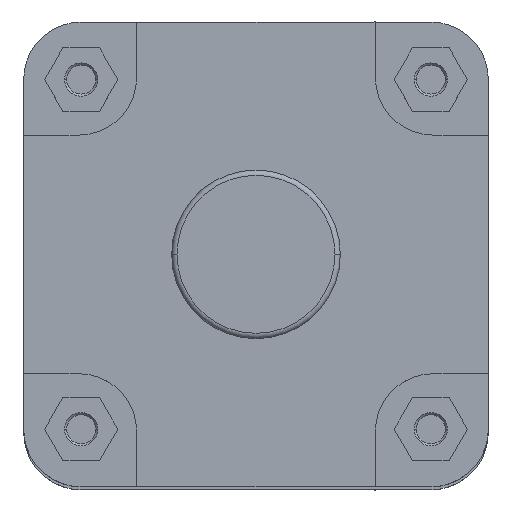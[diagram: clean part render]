
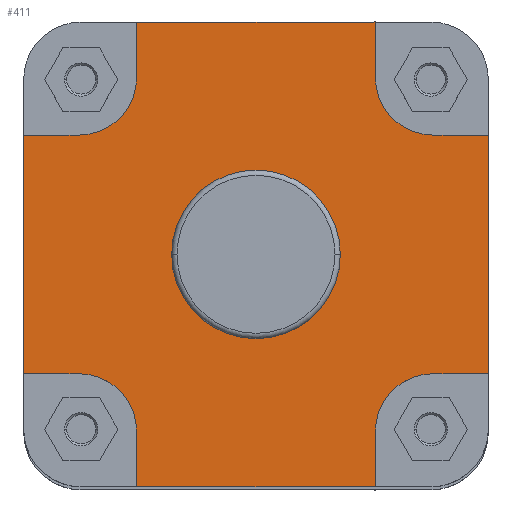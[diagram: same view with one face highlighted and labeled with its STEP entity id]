
A CAD part, top view. The second image highlights one B-rep face of the part: STEP entity #411.
In plain terms, the highlighted planar face has unit normal (0, 0, 1).
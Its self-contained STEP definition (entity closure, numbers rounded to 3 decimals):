
#411 = ADVANCED_FACE ( 'NONE', ( #6701, #6700 ), #4729, .F. ) ;
#629 = CARTESIAN_POINT ( 'NONE',  ( 83.75, -56.5, -65.368 ) ) ;
#632 = DIRECTION ( 'NONE',  ( -1., 0., 0. ) ) ;
#645 = CARTESIAN_POINT ( 'NONE',  ( 56.5, 83.75, -65.368 ) ) ;
#655 = DIRECTION ( 'NONE',  ( 0., -1., 0. ) ) ;
#656 = CARTESIAN_POINT ( 'NONE',  ( -56.5, -83.75, -65.368 ) ) ;
#657 = DIRECTION ( 'NONE',  ( 0., 1., 0. ) ) ;
#658 = CARTESIAN_POINT ( 'NONE',  ( 110., 56.5, -65.368 ) ) ;
#661 = DIRECTION ( 'NONE',  ( 1., 0., 0. ) ) ;
#667 = CARTESIAN_POINT ( 'NONE',  ( 83.75, 83.75, -65.368 ) ) ;
#669 = DIRECTION ( 'NONE',  ( 0., 0., 1. ) ) ;
#670 = DIRECTION ( 'NONE',  ( -1., 0., 0. ) ) ;
#700 = CARTESIAN_POINT ( 'NONE',  ( 56.5, -110., -65.368 ) ) ;
#704 = CARTESIAN_POINT ( 'NONE',  ( -110., -242.141, -65.368 ) ) ;
#705 = DIRECTION ( 'NONE',  ( 0., -1., 0. ) ) ;
#707 = DIRECTION ( 'NONE',  ( 0., -1., 0. ) ) ;
#720 = CARTESIAN_POINT ( 'NONE',  ( -110., -56.5, -65.368 ) ) ;
#722 = CARTESIAN_POINT ( 'NONE',  ( 83.75, -83.75, -65.368 ) ) ;
#724 = DIRECTION ( 'NONE',  ( -1., 0., 0. ) ) ;
#725 = CARTESIAN_POINT ( 'NONE',  ( -83.75, -83.75, -65.368 ) ) ;
#726 = DIRECTION ( 'NONE',  ( 0., 0., 1. ) ) ;
#727 = DIRECTION ( 'NONE',  ( -1., 0., 0. ) ) ;
#730 = CARTESIAN_POINT ( 'NONE',  ( 0., -110., -65.368 ) ) ;
#731 = DIRECTION ( 'NONE',  ( 1., 0., 0. ) ) ;
#734 = DIRECTION ( 'NONE',  ( 0., 0., 1. ) ) ;
#735 = DIRECTION ( 'NONE',  ( -1., 0., 0. ) ) ;
#743 = CARTESIAN_POINT ( 'NONE',  ( 0., 0., -65.368 ) ) ;
#744 = DIRECTION ( 'NONE',  ( 0., 0., 1. ) ) ;
#745 = DIRECTION ( 'NONE',  ( 1., 0., 0. ) ) ;
#764 = CARTESIAN_POINT ( 'NONE',  ( 0., 110., -65.368 ) ) ;
#770 = DIRECTION ( 'NONE',  ( 1., 0., 0. ) ) ;
#771 = CARTESIAN_POINT ( 'NONE',  ( -56.5, 110., -65.368 ) ) ;
#772 = DIRECTION ( 'NONE',  ( 0., 1., 0. ) ) ;
#774 = CARTESIAN_POINT ( 'NONE',  ( -83.75, 56.5, -65.368 ) ) ;
#775 = DIRECTION ( 'NONE',  ( 1., 0., 0. ) ) ;
#778 = CARTESIAN_POINT ( 'NONE',  ( 110., -242.141, -65.368 ) ) ;
#779 = DIRECTION ( 'NONE',  ( 0., -1., 0. ) ) ;
#870 = CARTESIAN_POINT ( 'NONE',  ( -83.75, 83.75, -65.368 ) ) ;
#880 = DIRECTION ( 'NONE',  ( 0., 0., 1. ) ) ;
#881 = DIRECTION ( 'NONE',  ( -1., 0., 0. ) ) ;
#1161 = CARTESIAN_POINT ( 'NONE',  ( -83.75, -56.5, -65.368 ) ) ;
#1162 = CARTESIAN_POINT ( 'NONE',  ( -110., 56.5, -65.368 ) ) ;
#1165 = CARTESIAN_POINT ( 'NONE',  ( -56.5, 83.75, -65.368 ) ) ;
#1167 = CARTESIAN_POINT ( 'NONE',  ( 56.5, -110., -65.368 ) ) ;
#1169 = CARTESIAN_POINT ( 'NONE',  ( 110., -56.5, -65.368 ) ) ;
#1174 = CARTESIAN_POINT ( 'NONE',  ( 56.5, 83.75, -65.368 ) ) ;
#1176 = CARTESIAN_POINT ( 'NONE',  ( -110., -56.5, -65.368 ) ) ;
#1181 = CARTESIAN_POINT ( 'NONE',  ( 56.5, -83.75, -65.368 ) ) ;
#1182 = CARTESIAN_POINT ( 'NONE',  ( -56.5, -110., -65.368 ) ) ;
#1183 = CARTESIAN_POINT ( 'NONE',  ( -56.5, -83.75, -65.368 ) ) ;
#1190 = CARTESIAN_POINT ( 'NONE',  ( -83.75, 56.5, -65.368 ) ) ;
#1191 = CARTESIAN_POINT ( 'NONE',  ( -56.5, 110., -65.368 ) ) ;
#1192 = CARTESIAN_POINT ( 'NONE',  ( 110., 56.5, -65.368 ) ) ;
#1194 = CARTESIAN_POINT ( 'NONE',  ( 83.75, -56.5, -65.368 ) ) ;
#1196 = CARTESIAN_POINT ( 'NONE',  ( 56.5, 110., -65.368 ) ) ;
#1201 = CARTESIAN_POINT ( 'NONE',  ( 83.75, 56.5, -65.368 ) ) ;
#1211 = CARTESIAN_POINT ( 'NONE',  ( 39.9, 0., -65.368 ) ) ;
#1225 = CARTESIAN_POINT ( 'NONE',  ( -39.9, 0., -65.368 ) ) ;
#1808 = LINE ( 'NONE', #778, #1809 ) ;
#1809 = VECTOR ( 'NONE', #779, 1000. ) ;
#1886 = CIRCLE ( 'NONE', #5904, 27.25 ) ;
#2531 = CIRCLE ( 'NONE', #6056, 39.9 ) ;
#2960 = CARTESIAN_POINT ( 'NONE',  ( 0., 0., -65.368 ) ) ;
#2965 = DIRECTION ( 'NONE',  ( 0., 0., 1. ) ) ;
#2966 = DIRECTION ( 'NONE',  ( 1., 0., 0. ) ) ;
#3106 = EDGE_LOOP ( 'NONE', ( #6346, #6345, #6344, #6343, #6342, #6341, #6340, #6339, #6338, #6337, #6336, #6335, #6334, #6333, #6332, #6331 ) ) ;
#3227 = EDGE_LOOP ( 'NONE', ( #6348, #6347 ) ) ;
#3715 = VECTOR ( 'NONE', #775, 1000. ) ;
#3752 = EDGE_CURVE ( 'NONE', #4225, #4250, #7014, .T. ) ;
#3762 = EDGE_CURVE ( 'NONE', #4252, #4230, #7037, .T. ) ;
#3763 = EDGE_CURVE ( 'NONE', #4238, #4239, #7043, .T. ) ;
#3765 = EDGE_CURVE ( 'NONE', #4257, #4248, #7035, .T. ) ;
#3769 = EDGE_CURVE ( 'NONE', #4230, #4257, #7056, .T. ) ;
#3785 = EDGE_CURVE ( 'NONE', #4218, #4232, #7083, .T. ) ;
#3786 = EDGE_CURVE ( 'NONE', #4237, #4223, #7076, .T. ) ;
#3794 = EDGE_CURVE ( 'NONE', #4217, #4232, #7096, .T. ) ;
#3795 = EDGE_CURVE ( 'NONE', #4239, #4217, #7104, .T. ) ;
#3797 = EDGE_CURVE ( 'NONE', #4238, #4223, #7105, .T. ) ;
#3799 = EDGE_CURVE ( 'NONE', #4250, #4237, #7110, .T. ) ;
#3803 = EDGE_CURVE ( 'NONE', #4281, #4267, #7118, .T. ) ;
#3814 = EDGE_CURVE ( 'NONE', #4247, #4252, #7134, .T. ) ;
#3815 = EDGE_CURVE ( 'NONE', #4221, #4247, #7136, .T. ) ;
#3816 = EDGE_CURVE ( 'NONE', #4218, #4246, #7138, .T. ) ;
#3818 = EDGE_CURVE ( 'NONE', #4248, #4225, #1808, .T. ) ;
#3863 = EDGE_CURVE ( 'NONE', #4246, #4221, #1886, .T. ) ;
#4217 = VERTEX_POINT ( 'NONE', #1161 ) ;
#4218 = VERTEX_POINT ( 'NONE', #1162 ) ;
#4221 = VERTEX_POINT ( 'NONE', #1165 ) ;
#4223 = VERTEX_POINT ( 'NONE', #1167 ) ;
#4225 = VERTEX_POINT ( 'NONE', #1169 ) ;
#4230 = VERTEX_POINT ( 'NONE', #1174 ) ;
#4232 = VERTEX_POINT ( 'NONE', #1176 ) ;
#4237 = VERTEX_POINT ( 'NONE', #1181 ) ;
#4238 = VERTEX_POINT ( 'NONE', #1182 ) ;
#4239 = VERTEX_POINT ( 'NONE', #1183 ) ;
#4246 = VERTEX_POINT ( 'NONE', #1190 ) ;
#4247 = VERTEX_POINT ( 'NONE', #1191 ) ;
#4248 = VERTEX_POINT ( 'NONE', #1192 ) ;
#4250 = VERTEX_POINT ( 'NONE', #1194 ) ;
#4252 = VERTEX_POINT ( 'NONE', #1196 ) ;
#4257 = VERTEX_POINT ( 'NONE', #1201 ) ;
#4267 = VERTEX_POINT ( 'NONE', #1211 ) ;
#4281 = VERTEX_POINT ( 'NONE', #1225 ) ;
#4716 = CARTESIAN_POINT ( 'NONE',  ( 0., 39.9, -65.368 ) ) ;
#4729 = PLANE ( 'NONE',  #5710 ) ;
#4730 = DIRECTION ( 'NONE',  ( 0., 0., -1. ) ) ;
#4731 = DIRECTION ( 'NONE',  ( -1., 0., 0. ) ) ;
#5710 = AXIS2_PLACEMENT_3D ( 'NONE', #4716, #4730, #4731 ) ;
#5881 = AXIS2_PLACEMENT_3D ( 'NONE', #667, #669, #670 ) ;
#5883 = AXIS2_PLACEMENT_3D ( 'NONE', #725, #726, #727 ) ;
#5886 = AXIS2_PLACEMENT_3D ( 'NONE', #743, #744, #745 ) ;
#5887 = AXIS2_PLACEMENT_3D ( 'NONE', #722, #734, #735 ) ;
#5904 = AXIS2_PLACEMENT_3D ( 'NONE', #870, #880, #881 ) ;
#6056 = AXIS2_PLACEMENT_3D ( 'NONE', #2960, #2965, #2966 ) ;
#6331 = ORIENTED_EDGE ( 'NONE', *, *, #3816, .F. ) ;
#6332 = ORIENTED_EDGE ( 'NONE', *, *, #3863, .F. ) ;
#6333 = ORIENTED_EDGE ( 'NONE', *, *, #3815, .F. ) ;
#6334 = ORIENTED_EDGE ( 'NONE', *, *, #3814, .F. ) ;
#6335 = ORIENTED_EDGE ( 'NONE', *, *, #3762, .F. ) ;
#6336 = ORIENTED_EDGE ( 'NONE', *, *, #3769, .F. ) ;
#6337 = ORIENTED_EDGE ( 'NONE', *, *, #3765, .F. ) ;
#6338 = ORIENTED_EDGE ( 'NONE', *, *, #3818, .F. ) ;
#6339 = ORIENTED_EDGE ( 'NONE', *, *, #3752, .F. ) ;
#6340 = ORIENTED_EDGE ( 'NONE', *, *, #3799, .F. ) ;
#6341 = ORIENTED_EDGE ( 'NONE', *, *, #3786, .F. ) ;
#6342 = ORIENTED_EDGE ( 'NONE', *, *, #3797, .T. ) ;
#6343 = ORIENTED_EDGE ( 'NONE', *, *, #3763, .F. ) ;
#6344 = ORIENTED_EDGE ( 'NONE', *, *, #3795, .F. ) ;
#6345 = ORIENTED_EDGE ( 'NONE', *, *, #3794, .F. ) ;
#6346 = ORIENTED_EDGE ( 'NONE', *, *, #3785, .T. ) ;
#6347 = ORIENTED_EDGE ( 'NONE', *, *, #3803, .F. ) ;
#6348 = ORIENTED_EDGE ( 'NONE', *, *, #7196, .F. ) ;
#6700 = FACE_OUTER_BOUND ( 'NONE', #3106, .T. ) ;
#6701 = FACE_BOUND ( 'NONE', #3227, .T. ) ;
#7014 = LINE ( 'NONE', #629, #7023 ) ;
#7023 = VECTOR ( 'NONE', #632, 1000. ) ;
#7035 = LINE ( 'NONE', #658, #7047 ) ;
#7037 = LINE ( 'NONE', #645, #7041 ) ;
#7041 = VECTOR ( 'NONE', #655, 1000. ) ;
#7043 = LINE ( 'NONE', #656, #7044 ) ;
#7044 = VECTOR ( 'NONE', #657, 1000. ) ;
#7047 = VECTOR ( 'NONE', #661, 1000. ) ;
#7056 = CIRCLE ( 'NONE', #5881, 27.25 ) ;
#7076 = LINE ( 'NONE', #700, #7085 ) ;
#7083 = LINE ( 'NONE', #704, #7084 ) ;
#7084 = VECTOR ( 'NONE', #705, 1000. ) ;
#7085 = VECTOR ( 'NONE', #707, 1000. ) ;
#7096 = LINE ( 'NONE', #720, #7100 ) ;
#7100 = VECTOR ( 'NONE', #724, 1000. ) ;
#7104 = CIRCLE ( 'NONE', #5883, 27.25 ) ;
#7105 = LINE ( 'NONE', #730, #7106 ) ;
#7106 = VECTOR ( 'NONE', #731, 1000. ) ;
#7110 = CIRCLE ( 'NONE', #5887, 27.25 ) ;
#7118 = CIRCLE ( 'NONE', #5886, 39.9 ) ;
#7131 = VECTOR ( 'NONE', #770, 1000. ) ;
#7134 = LINE ( 'NONE', #764, #7131 ) ;
#7136 = LINE ( 'NONE', #771, #7137 ) ;
#7137 = VECTOR ( 'NONE', #772, 1000. ) ;
#7138 = LINE ( 'NONE', #774, #3715 ) ;
#7196 = EDGE_CURVE ( 'NONE', #4267, #4281, #2531, .T. ) ;
